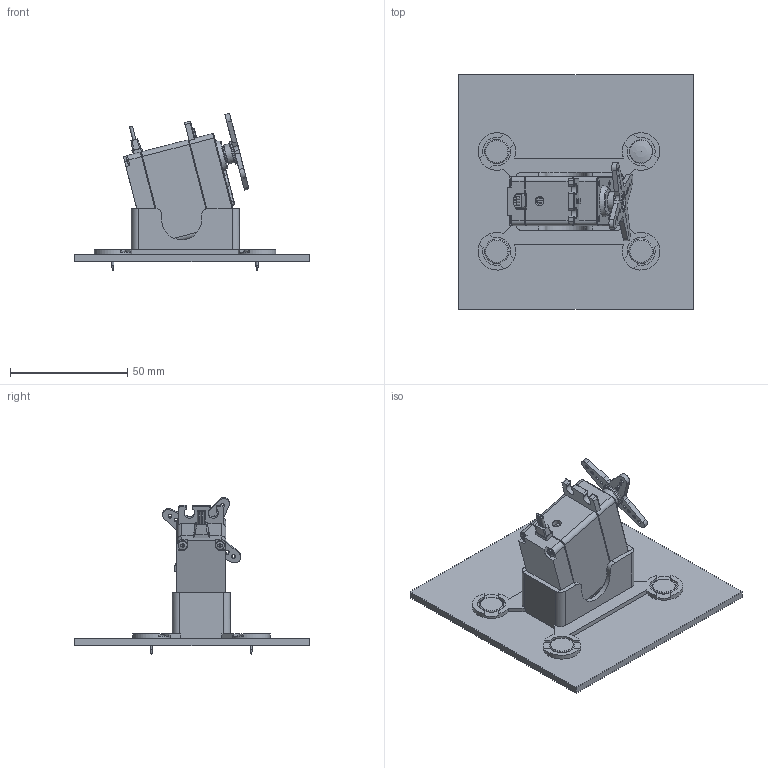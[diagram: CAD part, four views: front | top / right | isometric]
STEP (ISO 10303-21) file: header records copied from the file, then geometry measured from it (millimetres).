
FILE_DESCRIPTION(('FreeCAD Model'),'2;1');
FILE_NAME('SM-S430R-support-inclined-assembly.step','2018-03-26T18:37:05',( ''),(''),'Open CASCADE STEP processor 7.1','FreeCAD','Unknown');
FILE_SCHEMA(('AUTOMOTIVE_DESIGN { 1 0 10303 214 1 1 1 1 }'));
Length unit declared in the file: millimetre
Products named in the file (18): Servo-SM-S430R-horn003; Pin; Head; Servo-SM-S4303R012; Plastic-cover005; Servo-SM-S4303R007; drawing-pin-body; corch-base; Servo-SM-S4303R008; drawing-pin-body005; Servo-SM-S4303R013; Servo-support001; drawing-pin-body001; Servo-SM-S4303R009; Servo-SM-S4303R011; Servo-SM-S4303R010; Plastic-cover001; Plastic-cover
Bounding box: 100 x 100 x 67 mm (x, y, z)
Volume: 78305.8 mm3; surface area: 43456.3 mm2
Topology: 18 solids, 22 shells, 743 faces, 1919 edges, 1255 vertices
Faces by surface type: plane 458, cylinder 200, torus 34, bspline 30, cone 13, sphere 8
Full cylindrical faces by diameter (mm): 1 x4, 1.04 x1, 1.6 x16, 1.8 x4, 2 x4, 2.1 x8, 2.2 x1, 2.5 x6, 2.9 x1, 3.75 x4, 3.8 x4, 3.85 x1, 5.9 x1, 6 x2, 6.1 x1, 7 x1, 8.4 x1, 8.9 x3, 9 x1, 9.5 x3, 9.55 x3, 10 x2
Entity records: 63305 total; most frequent: CARTESIAN_POINT 21801, DIRECTION 7128, LINE 3928, VECTOR 3928, ORIENTED_EDGE 3810, PCURVE 3810, DEFINITIONAL_REPRESENTATION 3810, EDGE_CURVE 1905
